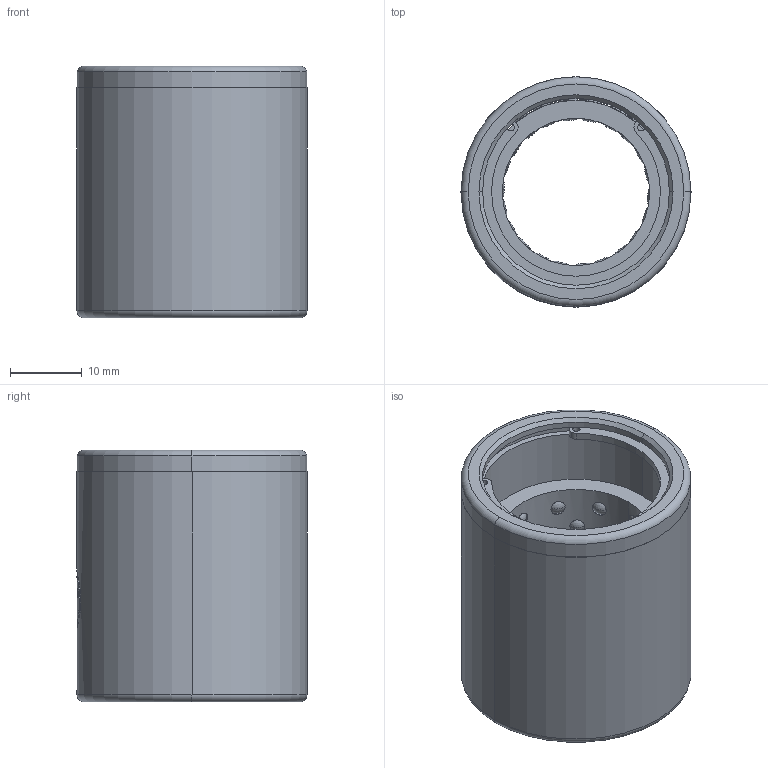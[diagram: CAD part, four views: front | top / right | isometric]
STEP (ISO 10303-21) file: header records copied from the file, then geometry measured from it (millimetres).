
FILE_DESCRIPTION (( 'STEP AP214' ), '1' );
FILE_NAME ('GBBL-D32-d20-L35.STEP', '2021-08-06T08:24:48', ( 'User' ), ( 'china' ), 'SwSTEP 2.0', 'SolidWorks 2016', '' );
FILE_SCHEMA (( 'AUTOMOTIVE_DESIGN' ));
Length unit declared in the file: millimetre
Products named in the file (6): GBBL囀縐-D25.5; GBBL-D32-L35; GBBL-D32-d20-L35; BSH紩杶-d20-L22.5; 紩-D3
Assembly tree (71 placements, depth 3):
  GBBL-D32-d20-L35
    GBBL-D32-L35
    GBBL囀縐-D25.5  x2
    BSH紩杶-d20-L22.5
      BSH紩杶-d20-L22.5
      紩-D3  x66
Bounding box: 32 x 32 x 35 mm (x, y, z)
Volume: 13440 mm3; surface area: 14540.2 mm2
Topology: 70 solids, 70 shells, 349 faces, 1420 edges, 944 vertices
Faces by surface type: sphere 264, cylinder 56, plane 21, cone 4, torus 4
Entity records: 11986 total; most frequent: CARTESIAN_POINT 6057, ORIENTED_EDGE 1182, DIRECTION 1053, EDGE_CURVE 591, AXIS2_PLACEMENT_3D 491, VERTEX_POINT 392, EDGE_LOOP 341, B_SPLINE_CURVE_WITH_KNOTS 304
